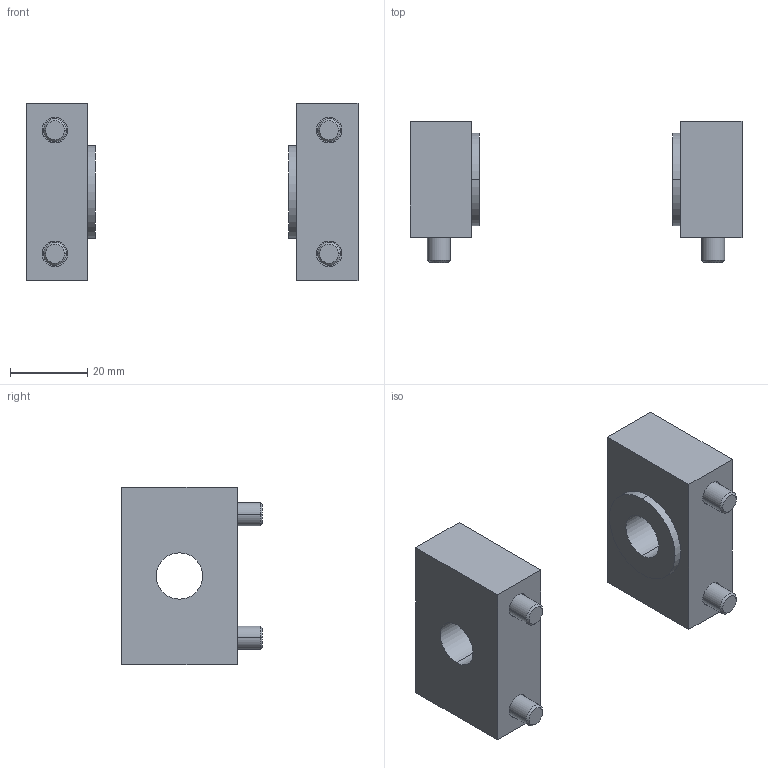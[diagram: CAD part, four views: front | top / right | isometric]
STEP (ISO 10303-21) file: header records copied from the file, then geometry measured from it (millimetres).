
FILE_DESCRIPTION(('STEP AP203'),'1');
FILE_NAME('support_n0032c.stp','2018-10-24T21:05:34',('TraceParts'),('TraceParts S.A.'),'Spatial InterOp 3D',' ',' ');
FILE_SCHEMA(('CONFIG_CONTROL_DESIGN'));
Length unit declared in the file: millimetre
Products named in the file (1): 1
Bounding box: 86 x 36.5 x 46 mm (x, y, z)
Volume: 41243.5 mm3; surface area: 17901.7 mm2
Topology: 6 solids, 6 shells, 114 faces, 260 edges, 172 vertices
Faces by surface type: plane 58, cylinder 40, torus 8, cone 8
Entity records: 3336 total; most frequent: DIRECTION 616, CARTESIAN_POINT 552, ORIENTED_EDGE 520, EDGE_CURVE 260, AXIS2_PLACEMENT_3D 236, VERTEX_POINT 172, LINE 144, VECTOR 144
